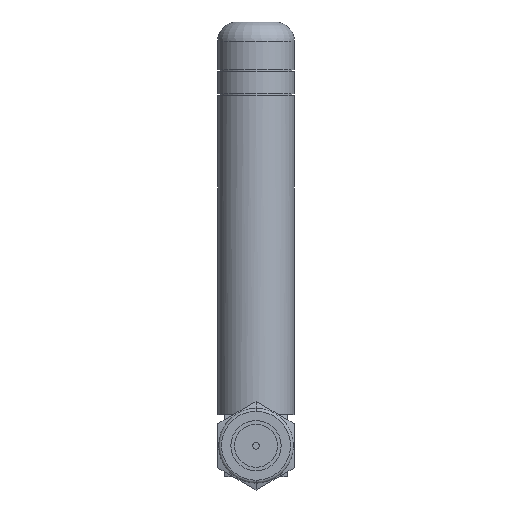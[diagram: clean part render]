
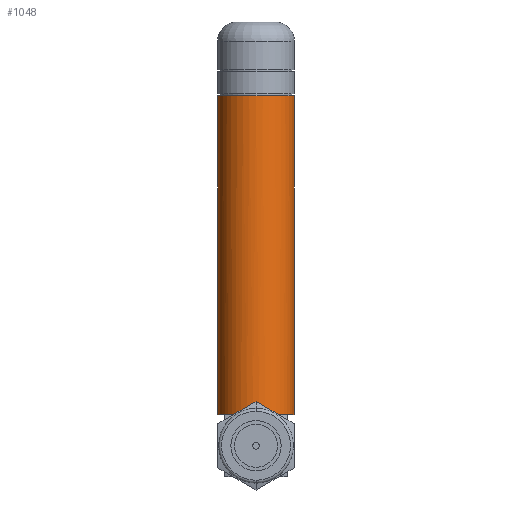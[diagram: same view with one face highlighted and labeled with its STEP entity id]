
A CAD part, front view. The second image highlights one B-rep face of the part: STEP entity #1048.
In plain terms, the highlighted cylindrical face has radius 4 mm (diameter 8 mm), a partial arc.
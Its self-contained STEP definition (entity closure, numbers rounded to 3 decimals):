
#47 = DIRECTION ( 'NONE',  ( 1., 0., 0. ) ) ;
#82 = DIRECTION ( 'NONE',  ( 0., 0., 1. ) ) ;
#83 = DIRECTION ( 'NONE',  ( 0., 0., 1. ) ) ;
#94 = AXIS2_PLACEMENT_3D ( 'NONE', #1934, #1004, #47 ) ;
#110 = ORIENTED_EDGE ( 'NONE', *, *, #1070, .T. ) ;
#116 = EDGE_CURVE ( 'NONE', #1540, #1118, #253, .T. ) ;
#140 = VERTEX_POINT ( 'NONE', #1794 ) ;
#165 = LINE ( 'NONE', #1185, #1815 ) ;
#194 = CIRCLE ( 'NONE', #1455, 4. ) ;
#230 = EDGE_CURVE ( 'NONE', #1158, #1973, #165, .T. ) ;
#252 = DIRECTION ( 'NONE',  ( 0., 0., 1. ) ) ;
#253 = CIRCLE ( 'NONE', #94, 4. ) ;
#256 = CYLINDRICAL_SURFACE ( 'NONE', #1051, 4. ) ;
#331 = EDGE_CURVE ( 'NONE', #1973, #990, #823, .T. ) ;
#372 = DIRECTION ( 'NONE',  ( 0., 0., -1. ) ) ;
#405 = VERTEX_POINT ( 'NONE', #1520 ) ;
#456 = ORIENTED_EDGE ( 'NONE', *, *, #874, .T. ) ;
#538 = CARTESIAN_POINT ( 'NONE',  ( -3.25, 11.268, 3.25 ) ) ;
#547 = CARTESIAN_POINT ( 'NONE',  ( 0., 13.6, 44.25 ) ) ;
#597 = ORIENTED_EDGE ( 'NONE', *, *, #984, .F. ) ;
#683 = CARTESIAN_POINT ( 'NONE',  ( 0., 13.6, 3.25 ) ) ;
#737 = CIRCLE ( 'NONE', #1141, 4. ) ;
#755 = EDGE_LOOP ( 'NONE', ( #597, #939, #1592, #1746, #1504, #110, #1968, #456 ) ) ;
#823 = CIRCLE ( 'NONE', #1998, 4. ) ;
#844 = DIRECTION ( 'NONE',  ( 1., 0., 0. ) ) ;
#856 = CARTESIAN_POINT ( 'NONE',  ( -4., 13.6, 3.25 ) ) ;
#874 = EDGE_CURVE ( 'NONE', #1118, #1172, #1341, .T. ) ;
#891 = DIRECTION ( 'NONE',  ( 0., 0., 1. ) ) ;
#904 = CARTESIAN_POINT ( 'NONE',  ( -4., 13.6, 36.55 ) ) ;
#939 = ORIENTED_EDGE ( 'NONE', *, *, #1076, .F. ) ;
#984 = EDGE_CURVE ( 'NONE', #405, #1172, #1982, .T. ) ;
#990 = VERTEX_POINT ( 'NONE', #538 ) ;
#1004 = DIRECTION ( 'NONE',  ( 0., 0., 1. ) ) ;
#1025 = DIRECTION ( 'NONE',  ( -1., 0., 0. ) ) ;
#1033 = DIRECTION ( 'NONE',  ( 0., 0., -1. ) ) ;
#1036 = CARTESIAN_POINT ( 'NONE',  ( 0., 13.6, 3.25 ) ) ;
#1038 = CARTESIAN_POINT ( 'NONE',  ( 0., 13.6, 3.25 ) ) ;
#1048 = ADVANCED_FACE ( 'NONE', ( #1518 ), #256, .T. ) ;
#1051 = AXIS2_PLACEMENT_3D ( 'NONE', #547, #1489, #1025 ) ;
#1070 = EDGE_CURVE ( 'NONE', #140, #1540, #737, .T. ) ;
#1076 = EDGE_CURVE ( 'NONE', #1158, #405, #194, .T. ) ;
#1084 = EDGE_CURVE ( 'NONE', #990, #140, #1840, .T. ) ;
#1118 = VERTEX_POINT ( 'NONE', #1988 ) ;
#1133 = VECTOR ( 'NONE', #372, 1000. ) ;
#1141 = AXIS2_PLACEMENT_3D ( 'NONE', #1036, #82, #1192 ) ;
#1158 = VERTEX_POINT ( 'NONE', #904 ) ;
#1172 = VERTEX_POINT ( 'NONE', #1566 ) ;
#1185 = CARTESIAN_POINT ( 'NONE',  ( -4., 13.6, 44.25 ) ) ;
#1192 = DIRECTION ( 'NONE',  ( 1., 0., 0. ) ) ;
#1194 = DIRECTION ( 'NONE',  ( 1., 0., 0. ) ) ;
#1200 = CARTESIAN_POINT ( 'NONE',  ( 0., 13.6, 3.25 ) ) ;
#1341 = CIRCLE ( 'NONE', #1503, 4. ) ;
#1354 = DIRECTION ( 'NONE',  ( 1., 0., 0. ) ) ;
#1455 = AXIS2_PLACEMENT_3D ( 'NONE', #1828, #891, #1983 ) ;
#1489 = DIRECTION ( 'NONE',  ( 0., 0., -1. ) ) ;
#1503 = AXIS2_PLACEMENT_3D ( 'NONE', #683, #1782, #844 ) ;
#1504 = ORIENTED_EDGE ( 'NONE', *, *, #1084, .T. ) ;
#1518 = FACE_OUTER_BOUND ( 'NONE', #755, .T. ) ;
#1520 = CARTESIAN_POINT ( 'NONE',  ( 4., 13.6, 36.55 ) ) ;
#1540 = VERTEX_POINT ( 'NONE', #1708 ) ;
#1557 = AXIS2_PLACEMENT_3D ( 'NONE', #1200, #252, #1354 ) ;
#1566 = CARTESIAN_POINT ( 'NONE',  ( 4., 13.6, 3.25 ) ) ;
#1592 = ORIENTED_EDGE ( 'NONE', *, *, #230, .T. ) ;
#1627 = CARTESIAN_POINT ( 'NONE',  ( 4., 13.6, 44.25 ) ) ;
#1708 = CARTESIAN_POINT ( 'NONE',  ( 2.125, 10.211, 3.25 ) ) ;
#1746 = ORIENTED_EDGE ( 'NONE', *, *, #331, .T. ) ;
#1782 = DIRECTION ( 'NONE',  ( 0., 0., 1. ) ) ;
#1794 = CARTESIAN_POINT ( 'NONE',  ( -2.125, 10.211, 3.25 ) ) ;
#1815 = VECTOR ( 'NONE', #1033, 1000. ) ;
#1828 = CARTESIAN_POINT ( 'NONE',  ( 0., 13.6, 36.55 ) ) ;
#1840 = CIRCLE ( 'NONE', #1557, 4. ) ;
#1934 = CARTESIAN_POINT ( 'NONE',  ( 0., 13.6, 3.25 ) ) ;
#1968 = ORIENTED_EDGE ( 'NONE', *, *, #116, .T. ) ;
#1973 = VERTEX_POINT ( 'NONE', #856 ) ;
#1982 = LINE ( 'NONE', #1627, #1133 ) ;
#1983 = DIRECTION ( 'NONE',  ( 1., 0., 0. ) ) ;
#1988 = CARTESIAN_POINT ( 'NONE',  ( 3.25, 11.268, 3.25 ) ) ;
#1998 = AXIS2_PLACEMENT_3D ( 'NONE', #1038, #83, #1194 ) ;
